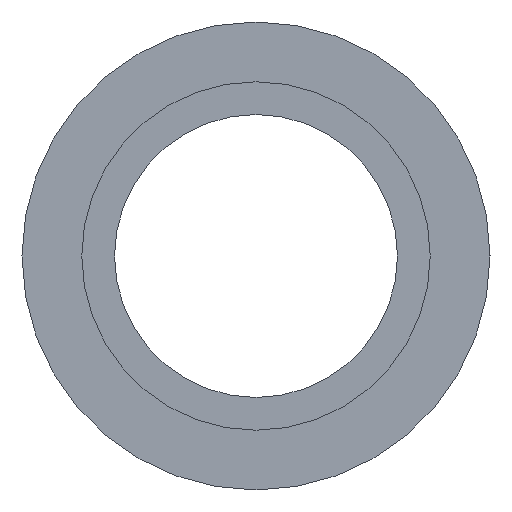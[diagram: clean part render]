
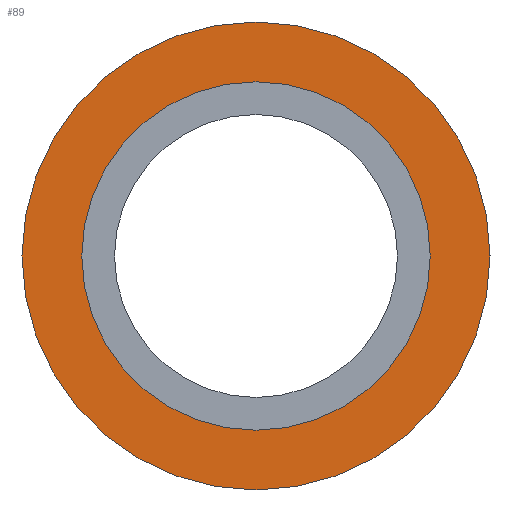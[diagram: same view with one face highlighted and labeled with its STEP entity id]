
A CAD part, left-side view. The second image highlights one B-rep face of the part: STEP entity #89.
In plain terms, the highlighted planar face has unit normal (-1, 0, 0).
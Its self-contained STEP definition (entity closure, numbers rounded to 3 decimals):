
#17=FACE_BOUND('',#35,.T.);
#20=PLANE('',#115);
#26=FACE_OUTER_BOUND('',#34,.T.);
#34=EDGE_LOOP('',(#79));
#35=EDGE_LOOP('',(#80));
#42=CIRCLE('',#105,7.39);
#47=CIRCLE('',#113,9.925);
#48=VERTEX_POINT('',#147);
#53=VERTEX_POINT('',#162);
#54=EDGE_CURVE('',#48,#48,#42,.F.);
#62=EDGE_CURVE('',#53,#53,#47,.F.);
#79=ORIENTED_EDGE('',*,*,#62,.F.);
#80=ORIENTED_EDGE('',*,*,#54,.T.);
#89=ADVANCED_FACE('',(#26,#17),#20,.F.);
#105=AXIS2_PLACEMENT_3D('',#148,#120,#121);
#113=AXIS2_PLACEMENT_3D('',#164,#139,#140);
#115=AXIS2_PLACEMENT_3D('',#166,#143,#144);
#120=DIRECTION('center_axis',(-1.,0.,0.));
#121=DIRECTION('ref_axis',(0.,-1.,0.));
#139=DIRECTION('center_axis',(-1.,0.,0.));
#140=DIRECTION('ref_axis',(0.,1.,0.));
#143=DIRECTION('center_axis',(1.,0.,0.));
#144=DIRECTION('ref_axis',(0.,1.,0.));
#147=CARTESIAN_POINT('',(0.,7.39,0.));
#148=CARTESIAN_POINT('Origin',(0.,0.,0.));
#162=CARTESIAN_POINT('',(0.,-9.925,0.));
#164=CARTESIAN_POINT('Origin',(0.,0.,0.));
#166=CARTESIAN_POINT('Origin',(0.,0.,0.));
